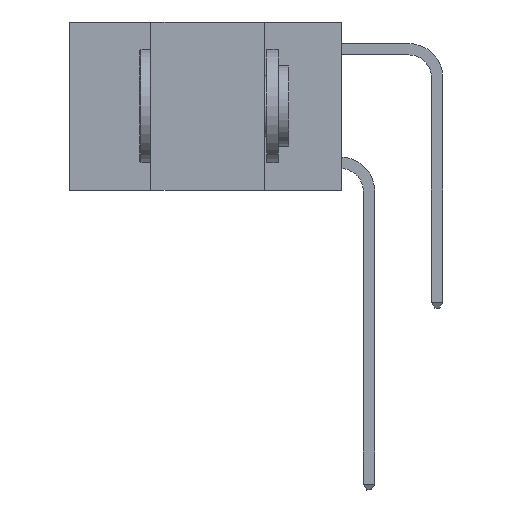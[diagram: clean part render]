
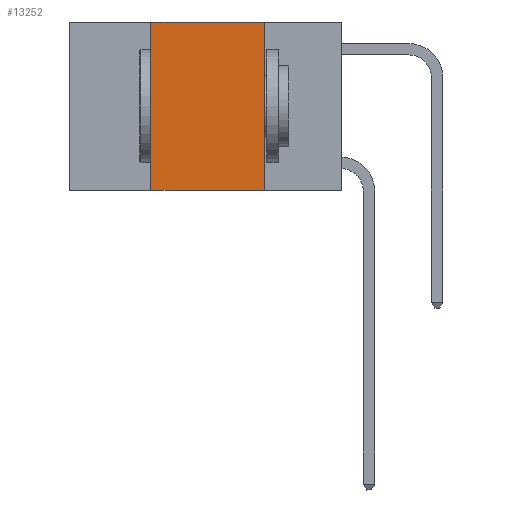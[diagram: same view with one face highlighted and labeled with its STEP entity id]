
A CAD part, left-side view. The second image highlights one B-rep face of the part: STEP entity #13252.
In plain terms, the highlighted planar face has unit normal (-1, 0, 0).
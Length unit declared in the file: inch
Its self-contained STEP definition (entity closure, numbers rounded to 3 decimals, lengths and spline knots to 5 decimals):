
#53 = CARTESIAN_POINT ( 'NONE',  ( 0., 0.17, 0. ) ) ;
#3172 = CARTESIAN_POINT ( 'NONE',  ( 0., 0.6, 0. ) ) ;
#3177 = LINE ( 'NONE', #53, #15052 ) ;
#3654 = VERTEX_POINT ( 'NONE', #12394 ) ;
#8091 = PLANE ( 'NONE',  #30764 ) ;
#8220 = VECTOR ( 'NONE', #20481, 39.37008 ) ;
#10868 = VECTOR ( 'NONE', #28558, 39.37008 ) ;
#12394 = CARTESIAN_POINT ( 'NONE',  ( 0., 0.42, 0. ) ) ;
#12569 = LINE ( 'NONE', #15024, #8220 ) ;
#13252 = ADVANCED_FACE ( 'NONE', ( #32767 ), #8091, .F. ) ;
#15024 = CARTESIAN_POINT ( 'NONE',  ( 0., 0.42, 0. ) ) ;
#15052 = VECTOR ( 'NONE', #18828, 39.37008 ) ;
#16169 = DIRECTION ( 'NONE',  ( 1., 0., 0. ) ) ;
#18172 = CARTESIAN_POINT ( 'NONE',  ( 0., 0.6, -0.37 ) ) ;
#18828 = DIRECTION ( 'NONE',  ( 0., 0., -1. ) ) ;
#19096 = CARTESIAN_POINT ( 'NONE',  ( 0., 0.17, -0.37 ) ) ;
#19176 = VERTEX_POINT ( 'NONE', #22972 ) ;
#19365 = EDGE_LOOP ( 'NONE', ( #25444, #27255, #22962, #26449 ) ) ;
#19411 = VECTOR ( 'NONE', #20291, 39.37008 ) ;
#19510 = VERTEX_POINT ( 'NONE', #33247 ) ;
#20291 = DIRECTION ( 'NONE',  ( 0., -1., 0. ) ) ;
#20481 = DIRECTION ( 'NONE',  ( 0., 0., 1. ) ) ;
#20945 = EDGE_CURVE ( 'NONE', #3654, #19510, #22767, .T. ) ;
#22767 = LINE ( 'NONE', #23123, #10868 ) ;
#22905 = VERTEX_POINT ( 'NONE', #19096 ) ;
#22962 = ORIENTED_EDGE ( 'NONE', *, *, #30975, .F. ) ;
#22972 = CARTESIAN_POINT ( 'NONE',  ( 0., 0.42, -0.37 ) ) ;
#23070 = LINE ( 'NONE', #18172, #19411 ) ;
#23123 = CARTESIAN_POINT ( 'NONE',  ( 0., 0.6, 0. ) ) ;
#24732 = DIRECTION ( 'NONE',  ( 0., 0., -1. ) ) ;
#25102 = EDGE_CURVE ( 'NONE', #19176, #22905, #23070, .T. ) ;
#25444 = ORIENTED_EDGE ( 'NONE', *, *, #33809, .F. ) ;
#26449 = ORIENTED_EDGE ( 'NONE', *, *, #25102, .T. ) ;
#27255 = ORIENTED_EDGE ( 'NONE', *, *, #20945, .F. ) ;
#28558 = DIRECTION ( 'NONE',  ( 0., -1., 0. ) ) ;
#30764 = AXIS2_PLACEMENT_3D ( 'NONE', #3172, #16169, #24732 ) ;
#30975 = EDGE_CURVE ( 'NONE', #19176, #3654, #12569, .T. ) ;
#32767 = FACE_OUTER_BOUND ( 'NONE', #19365, .T. ) ;
#33247 = CARTESIAN_POINT ( 'NONE',  ( 0., 0.17, 0. ) ) ;
#33809 = EDGE_CURVE ( 'NONE', #19510, #22905, #3177, .T. ) ;
